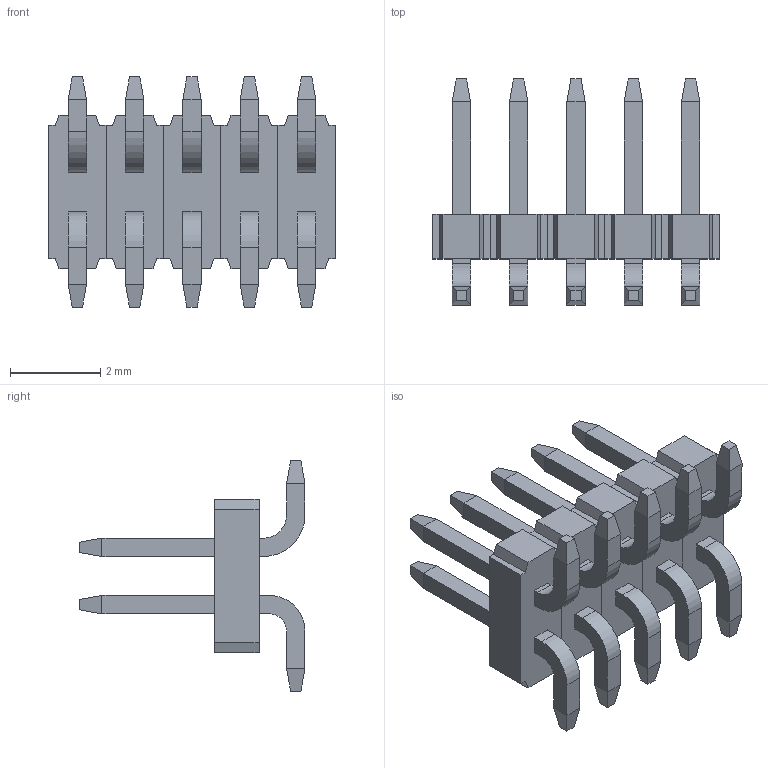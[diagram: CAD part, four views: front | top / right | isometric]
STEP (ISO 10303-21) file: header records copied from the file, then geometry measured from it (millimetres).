
FILE_DESCRIPTION (( 'STEP AP214' ), '1' );
FILE_NAME ('GRPB052VWQS-RC.STEP', '2024-10-10T16:55:05', ( '' ), ( '' ), 'SwSTEP 2.0', 'SolidWorks 2021', '' );
FILE_SCHEMA (( 'AUTOMOTIVE_DESIGN' ));
Length unit declared in the file: millimetre
Products named in the file (4): GRPB012VWQS-RC_GRPB052VWQS-RC; Pin - Gold and Tin; Pin - Gold and Tin_RC; GRPB052VWQS-RC
Assembly tree (11 placements, depth 2):
  GRPB052VWQS-RC
    GRPB012VWQS-RC_GRPB052VWQS-RC
    Pin - Gold and Tin_RC  x5
    Pin - Gold and Tin  x5
Bounding box: 6.35 x 5 x 5.11 mm (x, y, z)
Volume: 28.9 mm3; surface area: 204.8 mm2
Topology: 25 solids, 25 shells, 350 faces, 820 edges, 520 vertices
Faces by surface type: plane 330, cylinder 20
Entity records: 4980 total; most frequent: CARTESIAN_POINT 840, ORIENTED_EDGE 808, DIRECTION 756, EDGE_CURVE 404, LINE 396, VECTOR 396, VERTEX_POINT 264, AXIS2_PLACEMENT_3D 180
